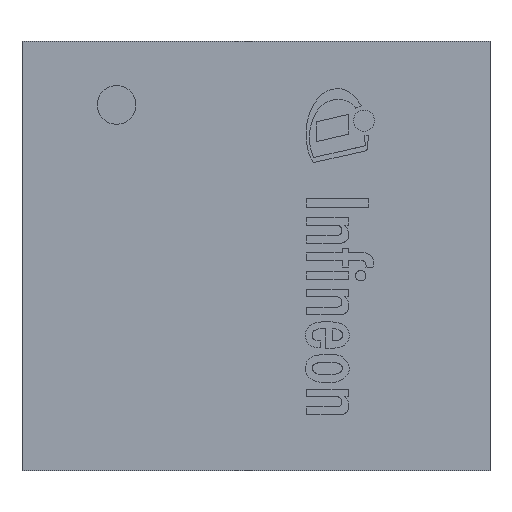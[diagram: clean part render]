
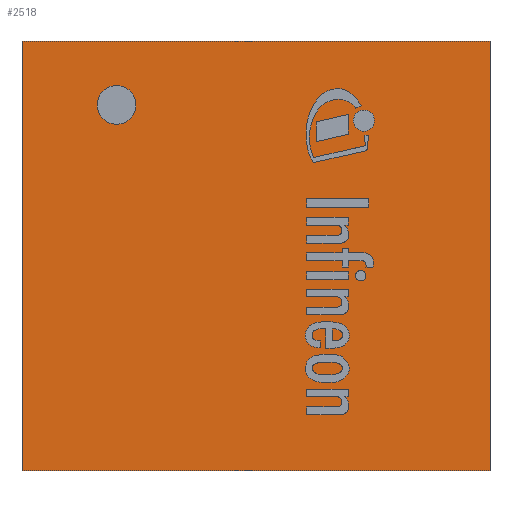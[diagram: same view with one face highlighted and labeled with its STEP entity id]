
A CAD part, top view. The second image highlights one B-rep face of the part: STEP entity #2518.
In plain terms, the highlighted planar face has unit normal (0, 0, 1).
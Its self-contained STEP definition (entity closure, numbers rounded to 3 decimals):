
#207=FACE_BOUND('',#572,.T.);
#213=CIRCLE('',#2746,0.1);
#383=FACE_OUTER_BOUND('',#571,.T.);
#571=EDGE_LOOP('',(#1709,#1710,#1711,#1712));
#572=EDGE_LOOP('',(#1713));
#766=LINE('',#3632,#915);
#769=LINE('',#3638,#918);
#772=LINE('',#3644,#921);
#775=LINE('',#3648,#924);
#915=VECTOR('',#3011,1.);
#918=VECTOR('',#3016,1.);
#921=VECTOR('',#3021,1.);
#924=VECTOR('',#3026,1.);
#1058=VERTEX_POINT('',#3621);
#1061=VERTEX_POINT('',#3629);
#1062=VERTEX_POINT('',#3631);
#1064=VERTEX_POINT('',#3637);
#1066=VERTEX_POINT('',#3643);
#1319=EDGE_CURVE('',#1058,#1058,#213,.T.);
#1322=EDGE_CURVE('',#1062,#1061,#766,.T.);
#1325=EDGE_CURVE('',#1064,#1062,#769,.T.);
#1328=EDGE_CURVE('',#1066,#1064,#772,.T.);
#1331=EDGE_CURVE('',#1061,#1066,#775,.T.);
#1709=ORIENTED_EDGE('',*,*,#1331,.T.);
#1710=ORIENTED_EDGE('',*,*,#1328,.T.);
#1711=ORIENTED_EDGE('',*,*,#1325,.T.);
#1712=ORIENTED_EDGE('',*,*,#1322,.T.);
#1713=ORIENTED_EDGE('',*,*,#1319,.T.);
#2382=PLANE('',#2753);
#2518=ADVANCED_FACE('',(#383,#207),#2382,.T.);
#2746=AXIS2_PLACEMENT_3D('',#3623,#3003,#3004);
#2753=AXIS2_PLACEMENT_3D('',#3650,#3029,#3030);
#3003=DIRECTION('center_axis',(0.,0.,-1.));
#3004=DIRECTION('ref_axis',(0.,1.,0.));
#3011=DIRECTION('',(1.,0.,0.));
#3016=DIRECTION('',(0.,-1.,0.));
#3021=DIRECTION('',(-1.,0.,0.));
#3026=DIRECTION('',(0.,1.,0.));
#3029=DIRECTION('center_axis',(0.,0.,1.));
#3030=DIRECTION('ref_axis',(0.,-1.,0.));
#3621=CARTESIAN_POINT('',(-0.718,0.678,0.47));
#3623=CARTESIAN_POINT('Origin',(-0.718,0.778,0.47));
#3629=CARTESIAN_POINT('',(1.205,-1.105,0.47));
#3631=CARTESIAN_POINT('',(-1.205,-1.105,0.47));
#3632=CARTESIAN_POINT('',(1.205,-1.105,0.47));
#3637=CARTESIAN_POINT('',(-1.205,1.105,0.47));
#3638=CARTESIAN_POINT('',(-1.205,-1.105,0.47));
#3643=CARTESIAN_POINT('',(1.205,1.105,0.47));
#3644=CARTESIAN_POINT('',(-1.205,1.105,0.47));
#3648=CARTESIAN_POINT('',(1.205,1.105,0.47));
#3650=CARTESIAN_POINT('Origin',(0.,0.,
0.47));
